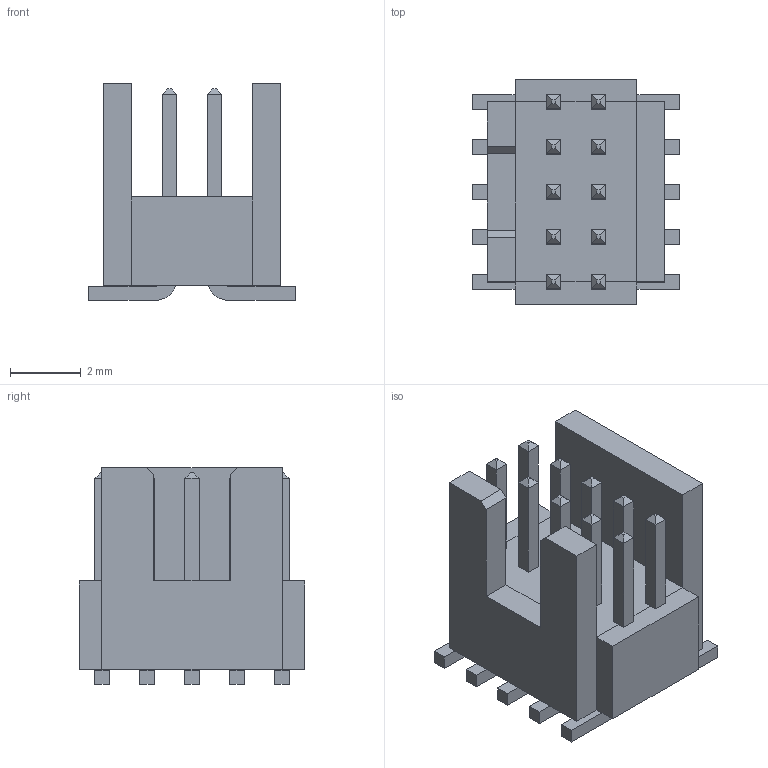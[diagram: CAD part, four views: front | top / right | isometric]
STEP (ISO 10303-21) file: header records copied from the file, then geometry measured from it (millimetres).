
FILE_DESCRIPTION(('FreeCAD Model'),'2;1');
FILE_NAME('Samtec_FTSH-105-01-L-DV-K.step', '2017-06-08T17:53:31',('kicad StepUp'),('ksu MCAD'), 'Open CASCADE STEP processor 6.8','FreeCAD','Unknown');
FILE_SCHEMA(('AUTOMOTIVE_DESIGN_CC2 { 1 2 10303 214 -1 1 5 4 }'));
Length unit declared in the file: millimetre
Products named in the file (1): Samtec_FTSH-105-01-L-DV-K
Bounding box: 5.84 x 6.35 x 6.12 mm (x, y, z)
Volume: 103.7 mm3; surface area: 266.4 mm2
Topology: 1 solids, 1 shells, 191 faces, 473 edges, 296 vertices
Faces by surface type: plane 171, cylinder 20
Entity records: 6854 total; most frequent: CARTESIAN_POINT 961, ORIENTED_EDGE 946, DIRECTION 897, EDGE_CURVE 473, LINE 433, VECTOR 433, VERTEX_POINT 296, AXIS2_PLACEMENT_3D 232
